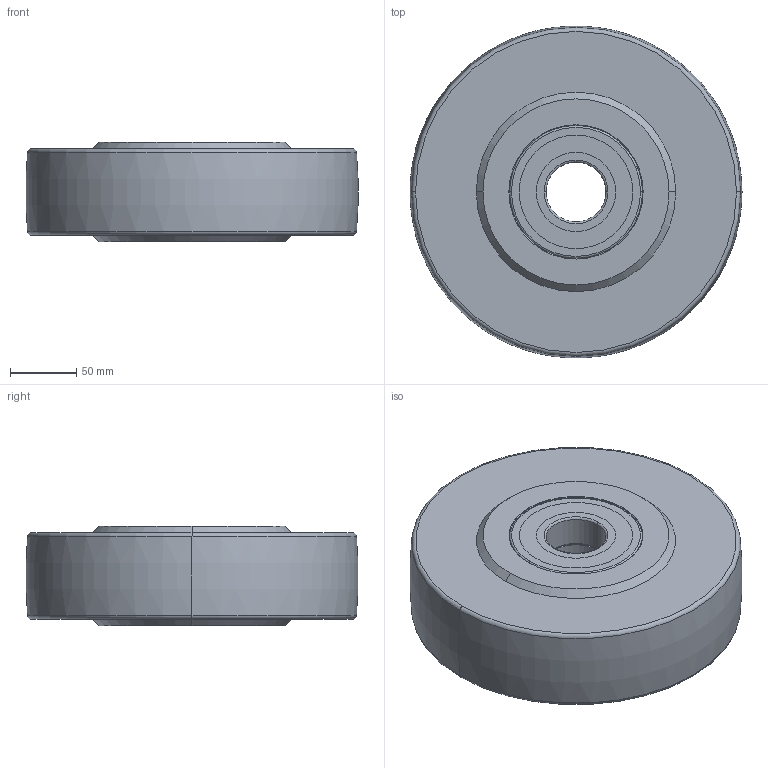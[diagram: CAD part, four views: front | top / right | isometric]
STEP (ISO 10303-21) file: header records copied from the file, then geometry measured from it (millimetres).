
FILE_DESCRIPTION (( 'STEP AP214' ), '1' );
FILE_NAME ('0028336_GPA-250-65-75-K45_(A-03).step', '2019-11-14T12:44:13', ( '' ), ( '' ), 'SwSTEP 2.0', 'SolidWorks 2018', '' );
FILE_SCHEMA (( 'AUTOMOTIVE_DESIGN' ));
Length unit declared in the file: millimetre
Products named in the file (1): 0028336_GPA-250-65-75-K45_(A-03)
Bounding box: 249.72 x 249.47 x 75.1 mm (x, y, z)
Volume: 3063056 mm3; surface area: 277489.8 mm2
Topology: 12 solids, 12 shells, 148 faces, 296 edges, 180 vertices
Faces by surface type: cylinder 66, torus 42, plane 32, cone 8
Entity records: 5715 total; most frequent: DIRECTION 816, CARTESIAN_POINT 625, ORIENTED_EDGE 592, AXIS2_PLACEMENT_3D 371, EDGE_CURVE 296, CIRCLE 222, EDGE_LOOP 180, VERTEX_POINT 180
